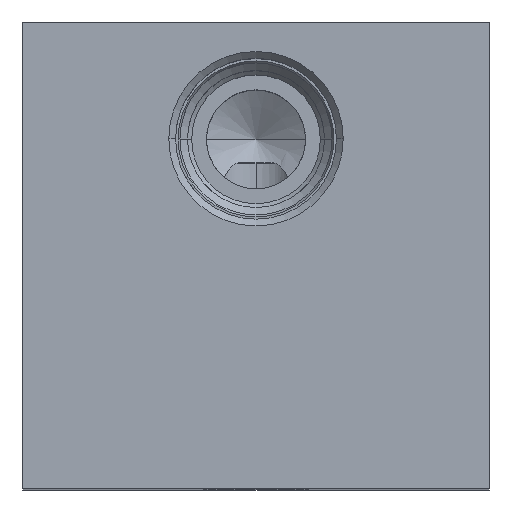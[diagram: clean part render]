
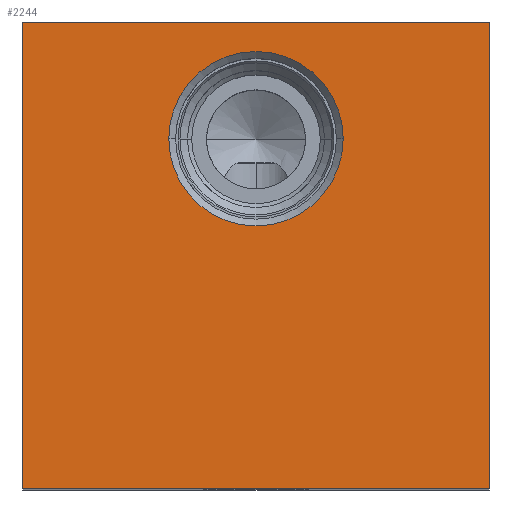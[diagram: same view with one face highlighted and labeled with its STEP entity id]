
A CAD part, top view. The second image highlights one B-rep face of the part: STEP entity #2244.
In plain terms, the highlighted planar face has unit normal (0, 0, 1).
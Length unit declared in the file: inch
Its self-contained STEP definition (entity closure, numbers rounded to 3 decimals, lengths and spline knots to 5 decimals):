
#113=DIRECTION('',(0.,-1.,0.));
#114=VECTOR('',#113,2.5);
#115=CARTESIAN_POINT('',(0.,0.,3.375));
#116=LINE('',#115,#114);
#117=DIRECTION('',(-1.,0.,0.));
#118=VECTOR('',#117,2.5);
#119=CARTESIAN_POINT('',(2.5,0.,3.375));
#120=LINE('',#119,#118);
#121=DIRECTION('',(0.,1.,0.));
#122=VECTOR('',#121,2.5);
#123=CARTESIAN_POINT('',(2.5,-2.5,3.375));
#124=LINE('',#123,#122);
#125=DIRECTION('',(1.,0.,0.));
#126=VECTOR('',#125,2.5);
#127=CARTESIAN_POINT('',(0.,-2.5,3.375));
#128=LINE('',#127,#126);
#129=CARTESIAN_POINT('',(1.25,-0.625,3.375));
#130=DIRECTION('',(0.,0.,-1.));
#131=DIRECTION('',(-1.,0.,0.));
#132=AXIS2_PLACEMENT_3D('',#129,#130,#131);
#134=CARTESIAN_POINT('',(1.25,-0.625,3.375));
#135=DIRECTION('',(0.,0.,-1.));
#136=DIRECTION('',(1.,0.,0.));
#137=AXIS2_PLACEMENT_3D('',#134,#135,#136);
#1863=CARTESIAN_POINT('',(0.,0.,3.375));
#1864=CARTESIAN_POINT('',(0.,-2.5,3.375));
#1865=VERTEX_POINT('',#1863);
#1866=VERTEX_POINT('',#1864);
#1867=CARTESIAN_POINT('',(2.5,-2.5,3.375));
#1868=VERTEX_POINT('',#1867);
#1869=CARTESIAN_POINT('',(2.5,0.,3.375));
#1870=VERTEX_POINT('',#1869);
#1907=CARTESIAN_POINT('',(1.717,-0.625,3.375));
#1908=VERTEX_POINT('',#1907);
#1917=CARTESIAN_POINT('',(0.783,-0.625,3.375));
#1918=VERTEX_POINT('',#1917);
#2227=CARTESIAN_POINT('',(0.,0.,3.375));
#2228=DIRECTION('',(0.,0.,1.));
#2229=DIRECTION('',(1.,0.,0.));
#2230=AXIS2_PLACEMENT_3D('',#2227,#2228,#2229);
#2231=PLANE('',#2230);
#2232=ORIENTED_EDGE('',*,*,#2137,.F.);
#2233=ORIENTED_EDGE('',*,*,#2164,.F.);
#2234=ORIENTED_EDGE('',*,*,#2190,.F.);
#2235=ORIENTED_EDGE('',*,*,#2209,.F.);
#2236=EDGE_LOOP('',(#2232,#2233,#2234,#2235));
#2237=FACE_OUTER_BOUND('',#2236,.F.);
#2239=ORIENTED_EDGE('',*,*,#2238,.F.);
#2241=ORIENTED_EDGE('',*,*,#2240,.F.);
#2242=EDGE_LOOP('',(#2239,#2241));
#2243=FACE_BOUND('',#2242,.F.);
#2244=ADVANCED_FACE('',(#2237,#2243),#2231,.T.);
#133=CIRCLE('',#132,0.467);
#138=CIRCLE('',#137,0.467);
#2137=EDGE_CURVE('',#1865,#1866,#116,.T.);
#2164=EDGE_CURVE('',#1870,#1865,#120,.T.);
#2190=EDGE_CURVE('',#1868,#1870,#124,.T.);
#2209=EDGE_CURVE('',#1866,#1868,#128,.T.);
#2238=EDGE_CURVE('',#1918,#1908,#133,.T.);
#2240=EDGE_CURVE('',#1908,#1918,#138,.T.);
